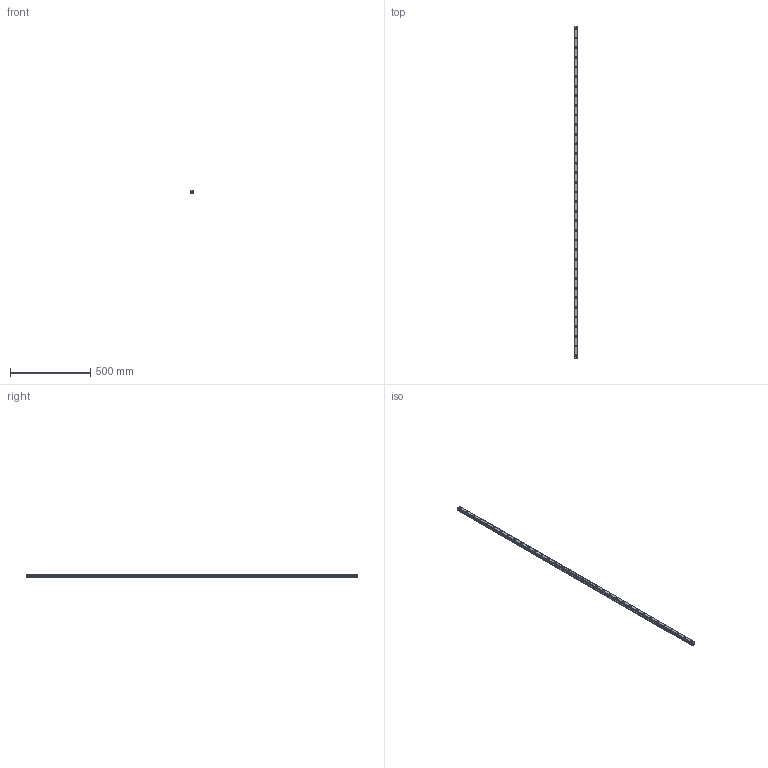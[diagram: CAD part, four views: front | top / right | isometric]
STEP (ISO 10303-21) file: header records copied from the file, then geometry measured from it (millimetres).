
FILE_DESCRIPTION(('STEP AP214'),'1');
FILE_NAME('cctmp_C8A1B22E-1FB6-4037-89A0-4515FEE0457C_2020_5_28_15_46_58_512..stp','2020-05-28T13:46:58',('HIWIN GmbH'),('CADClick - www.CADClick.com'),'Spatial InterOp 3D',' ','unknown authorization');
FILE_SCHEMA(('AUTOMOTIVE_DESIGN'));
Length unit declared in the file: millimetre
Products named in the file (1): HGR25R2070H_FILE
Bounding box: 23 x 2070 x 22 mm (x, y, z)
Volume: 859944.7 mm3; surface area: 213238.8 mm2
Topology: 1 solids, 1 shells, 531 faces, 1365 edges, 910 vertices
Faces by surface type: plane 299, cylinder 232
Entity records: 20795 total; most frequent: DIRECTION 3173, CARTESIAN_POINT 2807, ORIENTED_EDGE 2730, EDGE_CURVE 1365, AXIS2_PLACEMENT_3D 1276, VERTEX_POINT 910, LINE 621, VECTOR 621
